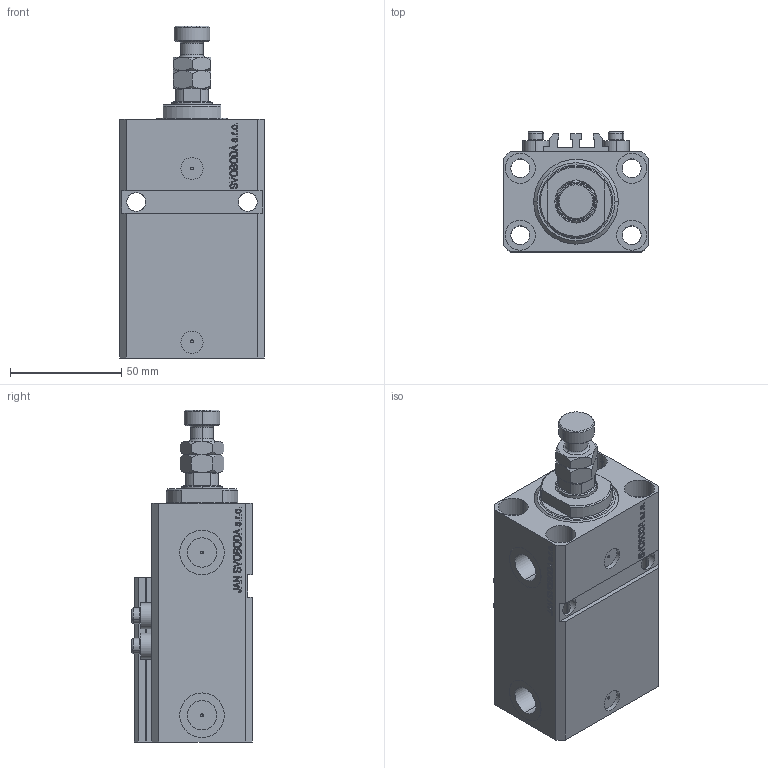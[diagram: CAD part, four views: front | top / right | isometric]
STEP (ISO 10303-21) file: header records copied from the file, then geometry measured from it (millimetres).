
FILE_DESCRIPTION (( 'STEP AP203' ), '1' );
FILE_NAME ('539f.STEP', '2022-04-09T16:17:26', ( '' ), ( '' ), 'SwSTEP 2.0', 'SolidWorks 2019', '' );
FILE_SCHEMA (( 'CONFIG_CONTROL_DESIGN' ));
Length unit declared in the file: millimetre
Products named in the file (6): V250CE_E_Body 15157f490ee81629f5563ce2da512b4a; ALLEN BOLT V250CE 15157f490ee81629f5563ce2da512b4a; V250CE_VC_E 15157f490ee81629f5563ce2da512b4a; MFA 15157f490ee81629f5563ce2da512b4a; 539f; V250CE_C_VCP 15157f490ee81629f5563ce2da512b4a
Assembly tree (8 placements, depth 2):
  539f
    V250CE_E_Body 15157f490ee81629f5563ce2da512b4a
    ALLEN BOLT V250CE 15157f490ee81629f5563ce2da512b4a  x4
    V250CE_C_VCP 15157f490ee81629f5563ce2da512b4a
    V250CE_VC_E 15157f490ee81629f5563ce2da512b4a
    MFA 15157f490ee81629f5563ce2da512b4a
Bounding box: 65 x 54 x 148.9 mm (x, y, z)
Volume: 278676.9 mm3; surface area: 81136.8 mm2
Topology: 9 solids, 9 shells, 1135 faces, 2817 edges, 1818 vertices
Faces by surface type: plane 531, bspline 360, cylinder 142, cone 84, torus 18
Entity records: 49362 total; most frequent: CARTESIAN_POINT 25687, ORIENTED_EDGE 5324, DIRECTION 3540, EDGE_CURVE 2662, VERTEX_POINT 1734, LINE 1554, VECTOR 1554, EDGE_LOOP 1202
